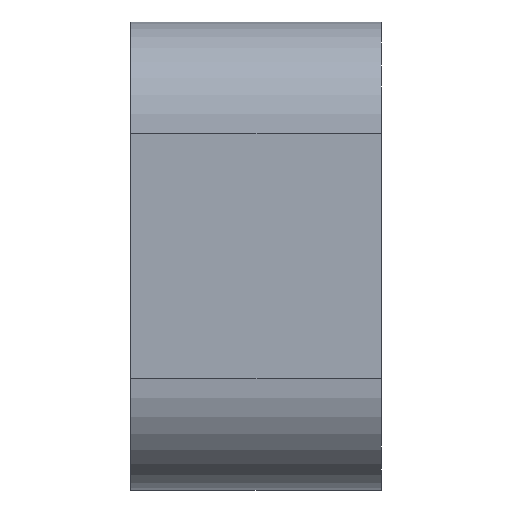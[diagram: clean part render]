
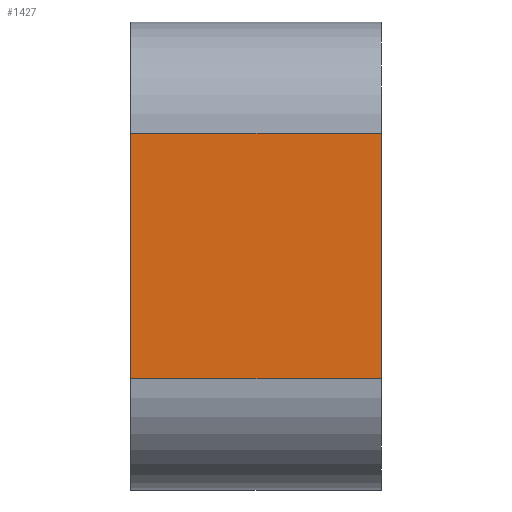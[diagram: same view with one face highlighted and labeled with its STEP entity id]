
A CAD part, left-side view. The second image highlights one B-rep face of the part: STEP entity #1427.
In plain terms, the highlighted planar face has unit normal (-1, 0, 0).
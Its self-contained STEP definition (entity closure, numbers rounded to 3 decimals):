
#146 = VECTOR ( 'NONE', #632, 1000. ) ;
#497 = DIRECTION ( 'NONE',  ( 1., 0., 0. ) ) ;
#632 = DIRECTION ( 'NONE',  ( 0., 1., 0. ) ) ;
#836 = VECTOR ( 'NONE', #3084, 1000. ) ;
#870 = EDGE_CURVE ( 'NONE', #4217, #4532, #3034, .T. ) ;
#947 = VECTOR ( 'NONE', #2252, 1000. ) ;
#956 = LINE ( 'NONE', #2799, #146 ) ;
#1168 = VECTOR ( 'NONE', #4477, 1000. ) ;
#1232 = DIRECTION ( 'NONE',  ( 0., 0., -1. ) ) ;
#1260 = CARTESIAN_POINT ( 'NONE',  ( -21., 22., 0. ) ) ;
#1365 = EDGE_CURVE ( 'NONE', #2792, #3302, #3029, .T. ) ;
#1427 = ADVANCED_FACE ( 'NONE', ( #2763 ), #1567, .F. ) ;
#1567 = PLANE ( 'NONE',  #4125 ) ;
#1700 = ORIENTED_EDGE ( 'NONE', *, *, #870, .F. ) ;
#1755 = CARTESIAN_POINT ( 'NONE',  ( -21., -0.5, -11. ) ) ;
#1802 = CARTESIAN_POINT ( 'NONE',  ( -21., -0.5, 11. ) ) ;
#1903 = CARTESIAN_POINT ( 'NONE',  ( -21., 22., -11. ) ) ;
#1989 = LINE ( 'NONE', #4535, #836 ) ;
#2055 = ORIENTED_EDGE ( 'NONE', *, *, #3661, .T. ) ;
#2201 = EDGE_LOOP ( 'NONE', ( #4724, #2055, #1700, #3809 ) ) ;
#2252 = DIRECTION ( 'NONE',  ( 0., 0., 1. ) ) ;
#2763 = FACE_OUTER_BOUND ( 'NONE', #2201, .T. ) ;
#2792 = VERTEX_POINT ( 'NONE', #1755 ) ;
#2799 = CARTESIAN_POINT ( 'NONE',  ( -21., 22., 11. ) ) ;
#3029 = LINE ( 'NONE', #3665, #1168 ) ;
#3034 = LINE ( 'NONE', #3417, #947 ) ;
#3084 = DIRECTION ( 'NONE',  ( 0., -1., 0. ) ) ;
#3263 = CARTESIAN_POINT ( 'NONE',  ( -21., 22., 11. ) ) ;
#3302 = VERTEX_POINT ( 'NONE', #1802 ) ;
#3417 = CARTESIAN_POINT ( 'NONE',  ( -21., 22., 0. ) ) ;
#3518 = EDGE_CURVE ( 'NONE', #4217, #2792, #1989, .T. ) ;
#3661 = EDGE_CURVE ( 'NONE', #3302, #4532, #956, .T. ) ;
#3665 = CARTESIAN_POINT ( 'NONE',  ( -21., -0.5, 0. ) ) ;
#3809 = ORIENTED_EDGE ( 'NONE', *, *, #3518, .T. ) ;
#4125 = AXIS2_PLACEMENT_3D ( 'NONE', #1260, #497, #1232 ) ;
#4217 = VERTEX_POINT ( 'NONE', #1903 ) ;
#4477 = DIRECTION ( 'NONE',  ( 0., 0., 1. ) ) ;
#4532 = VERTEX_POINT ( 'NONE', #3263 ) ;
#4535 = CARTESIAN_POINT ( 'NONE',  ( -21., 22., -11. ) ) ;
#4724 = ORIENTED_EDGE ( 'NONE', *, *, #1365, .T. ) ;
